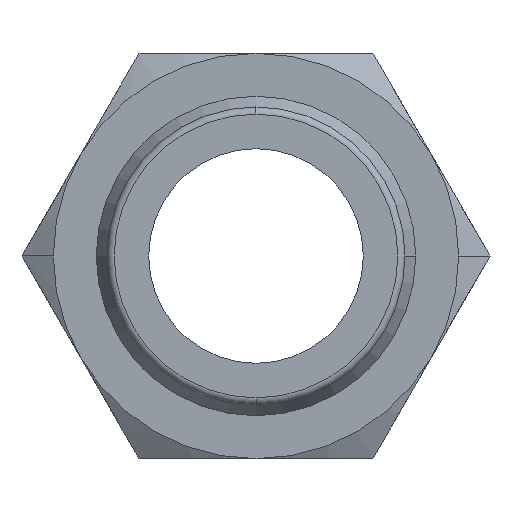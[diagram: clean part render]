
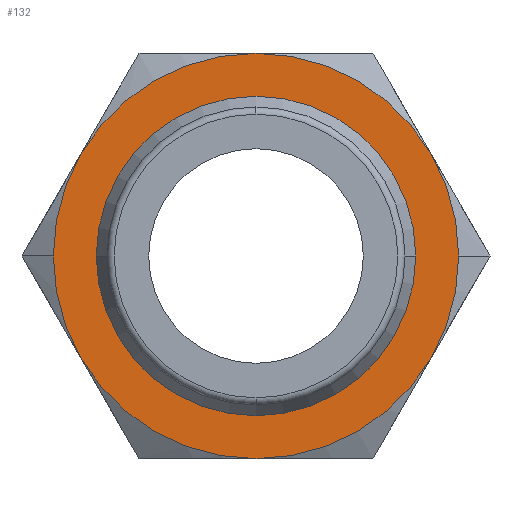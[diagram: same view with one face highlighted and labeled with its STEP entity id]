
A CAD part, front view. The second image highlights one B-rep face of the part: STEP entity #132.
In plain terms, the highlighted planar face has unit normal (0, -1, 0).
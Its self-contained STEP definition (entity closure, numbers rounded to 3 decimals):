
#132=ADVANCED_FACE('',(#265,#266),#267,.T.);
#265=FACE_OUTER_BOUND('',#396,.T.);
#266=FACE_BOUND('',#397,.T.);
#267=PLANE('',#398);
#396=EDGE_LOOP('',(#697,#698,#699,#700,#701,#702,#703,#704));
#397=EDGE_LOOP('',(#705,#706));
#398=AXIS2_PLACEMENT_3D('',#707,#708,#709);
#697=ORIENTED_EDGE('',*,*,#857,.T.);
#698=ORIENTED_EDGE('',*,*,#829,.T.);
#699=ORIENTED_EDGE('',*,*,#817,.T.);
#700=ORIENTED_EDGE('',*,*,#869,.T.);
#701=ORIENTED_EDGE('',*,*,#791,.T.);
#702=ORIENTED_EDGE('',*,*,#771,.T.);
#703=ORIENTED_EDGE('',*,*,#849,.T.);
#704=ORIENTED_EDGE('',*,*,#780,.T.);
#705=ORIENTED_EDGE('',*,*,#776,.F.);
#706=ORIENTED_EDGE('',*,*,#870,.F.);
#707=CARTESIAN_POINT('',(-4.25,14.0,0.0));
#708=DIRECTION('',(0.,-1.0,0.0));
#709=DIRECTION('',(-1.0,0.,0.0));
#771=EDGE_CURVE('',#911,#913,#915,.T.);
#776=EDGE_CURVE('',#922,#918,#924,.T.);
#780=EDGE_CURVE('',#926,#929,#931,.T.);
#791=EDGE_CURVE('',#878,#911,#947,.T.);
#817=EDGE_CURVE('',#980,#983,#985,.T.);
#829=EDGE_CURVE('',#997,#980,#1000,.T.);
#849=EDGE_CURVE('',#913,#926,#1027,.T.);
#857=EDGE_CURVE('',#929,#997,#1035,.T.);
#869=EDGE_CURVE('',#983,#878,#1047,.T.);
#870=EDGE_CURVE('',#918,#922,#1048,.T.);
#878=VERTEX_POINT('',#1056);
#911=VERTEX_POINT('',#1116);
#913=VERTEX_POINT('',#1119);
#915=CIRCLE('',#1132,8.5);
#918=VERTEX_POINT('',#1135);
#922=VERTEX_POINT('',#1140);
#924=CIRCLE('',#1143,6.7);
#926=VERTEX_POINT('',#1145);
#929=VERTEX_POINT('',#1159);
#931=CIRCLE('',#1172,8.5);
#947=CIRCLE('',#1215,8.5);
#980=VERTEX_POINT('',#1254);
#983=VERTEX_POINT('',#1268);
#985=CIRCLE('',#1281,8.5);
#997=VERTEX_POINT('',#1295);
#1000=CIRCLE('',#1310,8.5);
#1027=CIRCLE('',#1345,8.5);
#1035=CIRCLE('',#1366,8.5);
#1047=CIRCLE('',#1391,8.5);
#1048=CIRCLE('',#1392,6.7);
#1056=CARTESIAN_POINT('',(7.361,14.0,-4.25));
#1116=CARTESIAN_POINT('',(8.5,14.0,0.));
#1119=CARTESIAN_POINT('',(7.361,14.0,4.25));
#1132=AXIS2_PLACEMENT_3D('',#1429,#1430,#1431);
#1135=CARTESIAN_POINT('',(6.7,14.0,0.));
#1140=CARTESIAN_POINT('',(-6.7,14.0,0.));
#1143=AXIS2_PLACEMENT_3D('',#1437,#1438,#1439);
#1145=CARTESIAN_POINT('',(0.,14.0,8.5));
#1159=CARTESIAN_POINT('',(-7.361,14.0,4.25));
#1172=AXIS2_PLACEMENT_3D('',#1440,#1441,#1442);
#1215=AXIS2_PLACEMENT_3D('',#1448,#1449,#1450);
#1254=CARTESIAN_POINT('',(-7.361,14.0,-4.25));
#1268=CARTESIAN_POINT('',(0.,14.0,-8.5));
#1281=AXIS2_PLACEMENT_3D('',#1487,#1488,#1489);
#1295=CARTESIAN_POINT('',(-8.5,14.0,0.));
#1310=AXIS2_PLACEMENT_3D('',#1502,#1503,#1504);
#1345=AXIS2_PLACEMENT_3D('',#1528,#1529,#1530);
#1366=AXIS2_PLACEMENT_3D('',#1536,#1537,#1538);
#1391=AXIS2_PLACEMENT_3D('',#1547,#1548,#1549);
#1392=AXIS2_PLACEMENT_3D('',#1550,#1551,#1552);
#1429=CARTESIAN_POINT('',(0.,14.0,0.0));
#1430=DIRECTION('',(0.,-1.0,0.0));
#1431=DIRECTION('',(-1.0,0.,0.0));
#1437=CARTESIAN_POINT('',(0.0,14.0,0.0));
#1438=DIRECTION('',(0.,-1.0,0.0));
#1439=DIRECTION('',(1.0,0.,0.0));
#1440=CARTESIAN_POINT('',(0.,14.0,0.0));
#1441=DIRECTION('',(0.,-1.0,0.0));
#1442=DIRECTION('',(-1.0,0.,0.0));
#1448=CARTESIAN_POINT('',(0.,14.0,0.0));
#1449=DIRECTION('',(0.,-1.0,0.0));
#1450=DIRECTION('',(-1.0,0.,0.0));
#1487=CARTESIAN_POINT('',(0.,14.0,0.0));
#1488=DIRECTION('',(0.,-1.0,0.0));
#1489=DIRECTION('',(-1.0,0.,0.0));
#1502=CARTESIAN_POINT('',(0.,14.0,0.0));
#1503=DIRECTION('',(0.,-1.0,0.0));
#1504=DIRECTION('',(-1.0,0.,0.0));
#1528=CARTESIAN_POINT('',(0.,14.0,0.0));
#1529=DIRECTION('',(0.,-1.0,0.0));
#1530=DIRECTION('',(-1.0,0.,0.0));
#1536=CARTESIAN_POINT('',(0.,14.0,0.0));
#1537=DIRECTION('',(0.,-1.0,0.0));
#1538=DIRECTION('',(-1.0,0.,0.0));
#1547=CARTESIAN_POINT('',(0.,14.0,0.0));
#1548=DIRECTION('',(0.,-1.0,0.0));
#1549=DIRECTION('',(-1.0,0.,0.0));
#1550=CARTESIAN_POINT('',(0.0,14.0,0.0));
#1551=DIRECTION('',(0.,-1.0,0.0));
#1552=DIRECTION('',(1.0,0.,0.0));
